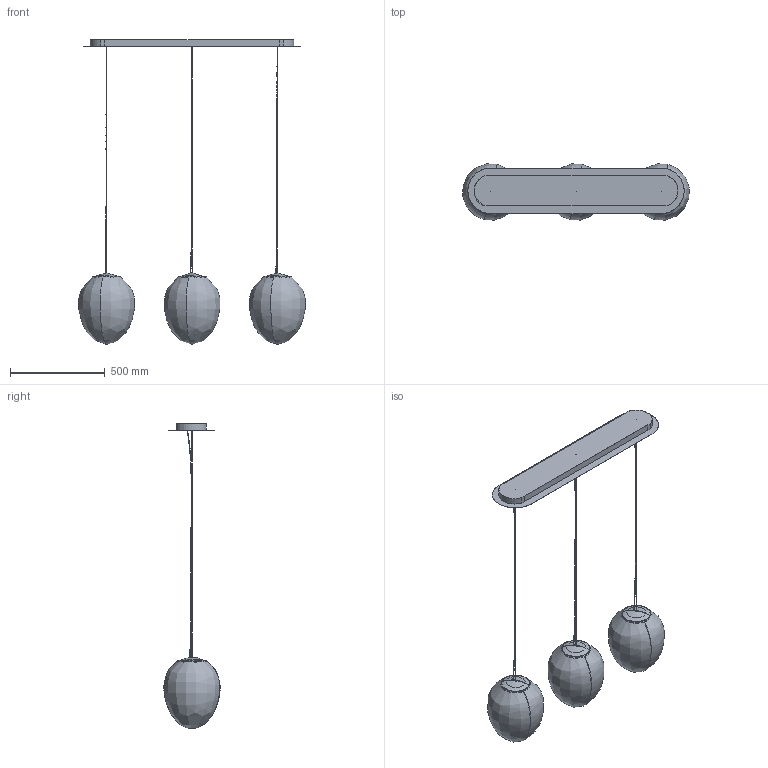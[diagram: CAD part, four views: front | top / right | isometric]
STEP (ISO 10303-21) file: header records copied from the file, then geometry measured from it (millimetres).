
FILE_DESCRIPTION(/* description */ (''),/* implementation_level */ '2;1');
FILE_NAME(/* name */ 'Stellar Nebula Cluster Linear',/* time_stamp */ '2022-12-01T16:04:10+01:00',/* author */ (''),/* organization */ (''),/* preprocessor_version */ 'ST-DEVELOPER v16.5',/* originating_system */ 'Rhino 7.22',/* authorisation */ '');
FILE_SCHEMA (('AUTOMOTIVE_DESIGN'));
Length unit declared in the file: millimetre
Products named in the file (1): Document
Bounding box: 1193.93 x 296.81 x 1606.09 mm (x, y, z)
Volume: 11868365.2 mm3; surface area: 2849261.1 mm2
Topology: 34 solids, 34 shells, 1777 faces, 5004 edges, 3269 vertices
Faces by surface type: plane 1317, bspline 270, cylinder 190
Entity records: 60382 total; most frequent: CARTESIAN_POINT 27831, ORIENTED_EDGE 9822, EDGE_CURVE 4911, B_SPLINE_CURVE_WITH_KNOTS 4193, VERTEX_POINT 3257, EDGE_LOOP 1850, ADVANCED_FACE 1777, FACE_OUTER_BOUND 1777
